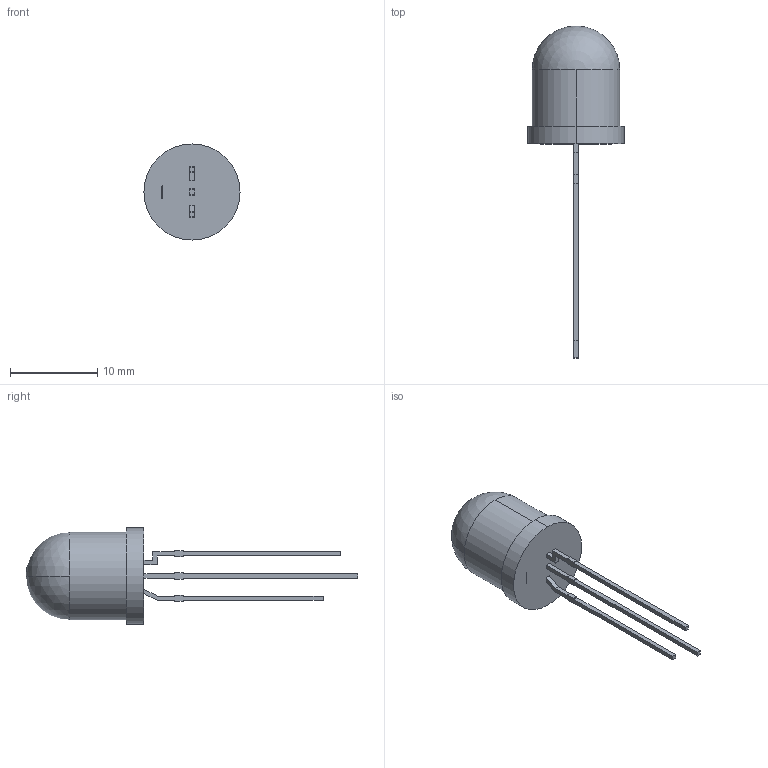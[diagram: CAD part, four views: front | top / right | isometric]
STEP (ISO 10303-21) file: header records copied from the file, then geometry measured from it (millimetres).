
FILE_DESCRIPTION (( 'STEP AP214' ), '1' );
FILE_NAME ('XLxx02.STEP', '2015-08-26T16:56:53', ( '' ), ( '' ), 'SwSTEP 2.0', 'SolidWorks 2012', '' );
FILE_SCHEMA (( 'AUTOMOTIVE_DESIGN' ));
Length unit declared in the file: millimetre
Products named in the file (1): XLxx02
Bounding box: 11 x 38 x 11 mm (x, y, z)
Volume: 979.8 mm3; surface area: 681 mm2
Topology: 1 solids, 1 shells, 243 faces, 666 edges, 443 vertices
Faces by surface type: plane 169, bspline 68, cylinder 4, sphere 2
Entity records: 12981 total; most frequent: CARTESIAN_POINT 4563, ORIENTED_EDGE 1328, DIRECTION 892, EDGE_CURVE 664, VECTOR 516, LINE 516, VERTEX_POINT 443, EDGE_LOOP 263
